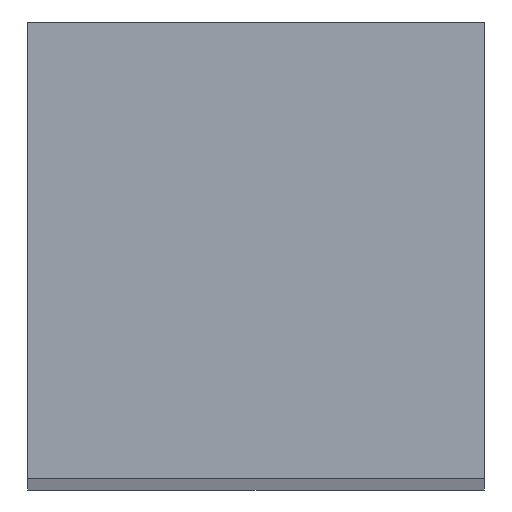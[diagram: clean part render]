
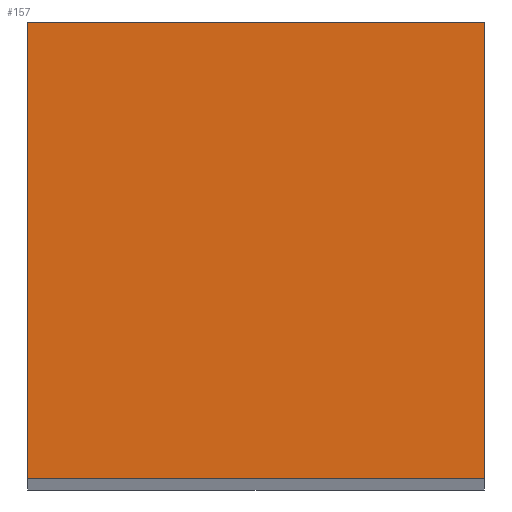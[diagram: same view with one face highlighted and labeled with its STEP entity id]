
A CAD part, top view. The second image highlights one B-rep face of the part: STEP entity #157.
In plain terms, the highlighted planar face has unit normal (0, 0, 1).
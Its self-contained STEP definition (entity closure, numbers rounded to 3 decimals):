
#5 = FACE_OUTER_BOUND ( 'NONE', #40, .T. ) ;
#11 = CARTESIAN_POINT ( 'NONE',  ( 0., 0., 50. ) ) ;
#18 = VERTEX_POINT ( 'NONE', #57 ) ;
#21 = CARTESIAN_POINT ( 'NONE',  ( 3.5, -3.5, 50. ) ) ;
#23 = ORIENTED_EDGE ( 'NONE', *, *, #54, .T. ) ;
#27 = PLANE ( 'NONE',  #178 ) ;
#32 = LINE ( 'NONE', #117, #168 ) ;
#35 = ORIENTED_EDGE ( 'NONE', *, *, #36, .T. ) ;
#36 = EDGE_CURVE ( 'NONE', #18, #159, #32, .T. ) ;
#39 = LINE ( 'NONE', #118, #70 ) ;
#40 = EDGE_LOOP ( 'NONE', ( #180, #23, #35, #69 ) ) ;
#47 = EDGE_CURVE ( 'NONE', #99, #103, #128, .T. ) ;
#54 = EDGE_CURVE ( 'NONE', #103, #18, #39, .T. ) ;
#57 = CARTESIAN_POINT ( 'NONE',  ( -3.5, 3.5, 50. ) ) ;
#69 = ORIENTED_EDGE ( 'NONE', *, *, #76, .T. ) ;
#70 = VECTOR ( 'NONE', #138, 1000. ) ;
#76 = EDGE_CURVE ( 'NONE', #159, #99, #83, .T. ) ;
#78 = CARTESIAN_POINT ( 'NONE',  ( 3.5, -3.5, 50. ) ) ;
#83 = LINE ( 'NONE', #136, #201 ) ;
#84 = VECTOR ( 'NONE', #149, 1000. ) ;
#85 = DIRECTION ( 'NONE',  ( 0., -1., 0. ) ) ;
#90 = DIRECTION ( 'NONE',  ( -1., 0., 0. ) ) ;
#99 = VERTEX_POINT ( 'NONE', #78 ) ;
#101 = DIRECTION ( 'NONE',  ( 1., 0., 0. ) ) ;
#103 = VERTEX_POINT ( 'NONE', #147 ) ;
#117 = CARTESIAN_POINT ( 'NONE',  ( -3.5, -3.5, 50. ) ) ;
#118 = CARTESIAN_POINT ( 'NONE',  ( -3.5, 3.5, 50. ) ) ;
#123 = CARTESIAN_POINT ( 'NONE',  ( -3.5, -3.5, 50. ) ) ;
#128 = LINE ( 'NONE', #21, #84 ) ;
#136 = CARTESIAN_POINT ( 'NONE',  ( -3.5, -3.5, 50. ) ) ;
#138 = DIRECTION ( 'NONE',  ( -1., 0., 0. ) ) ;
#139 = DIRECTION ( 'NONE',  ( 0., 0., -1. ) ) ;
#147 = CARTESIAN_POINT ( 'NONE',  ( 3.5, 3.5, 50. ) ) ;
#149 = DIRECTION ( 'NONE',  ( 0., 1., 0. ) ) ;
#157 = ADVANCED_FACE ( 'NONE', ( #5 ), #27, .F. ) ;
#159 = VERTEX_POINT ( 'NONE', #123 ) ;
#168 = VECTOR ( 'NONE', #85, 1000. ) ;
#178 = AXIS2_PLACEMENT_3D ( 'NONE', #11, #139, #90 ) ;
#180 = ORIENTED_EDGE ( 'NONE', *, *, #47, .T. ) ;
#201 = VECTOR ( 'NONE', #101, 1000. ) ;
